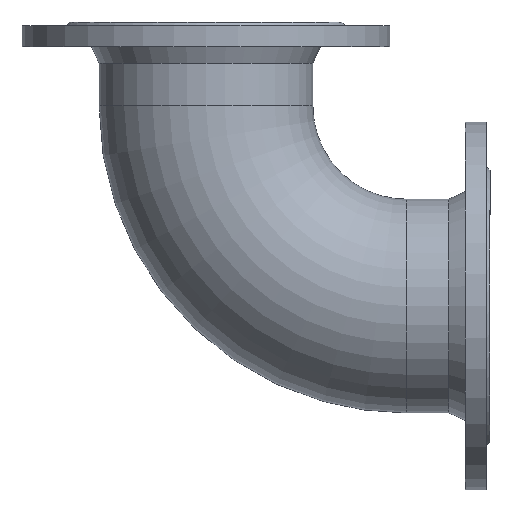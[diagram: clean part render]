
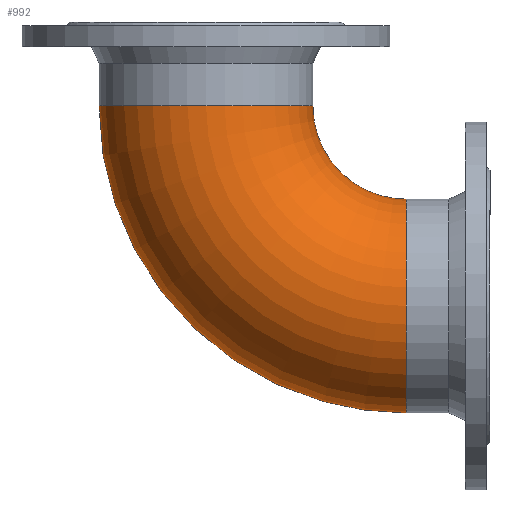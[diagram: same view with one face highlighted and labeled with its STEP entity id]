
A CAD part, front view. The second image highlights one B-rep face of the part: STEP entity #992.
In plain terms, the highlighted toroidal (fillet/blend) face has major radius 155 mm and minor radius 82.8 mm.
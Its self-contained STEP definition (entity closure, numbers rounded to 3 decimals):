
#29 = CARTESIAN_POINT ( 'NONE',  ( 155., 0., -217. ) ) ;
#30 = DIRECTION ( 'NONE',  ( -1., 0., 0. ) ) ;
#31 = DIRECTION ( 'NONE',  ( 0., 0., 1. ) ) ;
#38 = CARTESIAN_POINT ( 'NONE',  ( 0., 0., -62. ) ) ;
#39 = DIRECTION ( 'NONE',  ( 0., 0., 1. ) ) ;
#40 = DIRECTION ( 'NONE',  ( 1., 0., 0. ) ) ;
#186 = DIRECTION ( 'NONE',  ( 0., -1., 0. ) ) ;
#193 = CARTESIAN_POINT ( 'NONE',  ( 155., 0., -62. ) ) ;
#197 = DIRECTION ( 'NONE',  ( 0., 0., -1. ) ) ;
#318 = EDGE_LOOP ( 'NONE', ( #907 ) ) ;
#328 = EDGE_LOOP ( 'NONE', ( #906 ) ) ;
#362 = CIRCLE ( 'NONE', #756, 82.8 ) ;
#370 = CIRCLE ( 'NONE', #759, 82.8 ) ;
#404 = FACE_OUTER_BOUND ( 'NONE', #328, .T. ) ;
#408 = FACE_OUTER_BOUND ( 'NONE', #318, .T. ) ;
#430 = TOROIDAL_SURFACE ( 'NONE', #811, 155., 82.8 ) ;
#538 = VERTEX_POINT ( 'NONE', #663 ) ;
#541 = VERTEX_POINT ( 'NONE', #669 ) ;
#663 = CARTESIAN_POINT ( 'NONE',  ( 155., 0., -134.2 ) ) ;
#669 = CARTESIAN_POINT ( 'NONE',  ( 82.8, 0., -62. ) ) ;
#727 = EDGE_CURVE ( 'NONE', #538, #538, #362, .T. ) ;
#730 = EDGE_CURVE ( 'NONE', #541, #541, #370, .T. ) ;
#756 = AXIS2_PLACEMENT_3D ( 'NONE', #29, #30, #31 ) ;
#759 = AXIS2_PLACEMENT_3D ( 'NONE', #38, #39, #40 ) ;
#811 = AXIS2_PLACEMENT_3D ( 'NONE', #193, #186, #197 ) ;
#906 = ORIENTED_EDGE ( 'NONE', *, *, #727, .T. ) ;
#907 = ORIENTED_EDGE ( 'NONE', *, *, #730, .F. ) ;
#992 = ADVANCED_FACE ( 'NONE', ( #408, #404 ), #430, .T. ) ;
